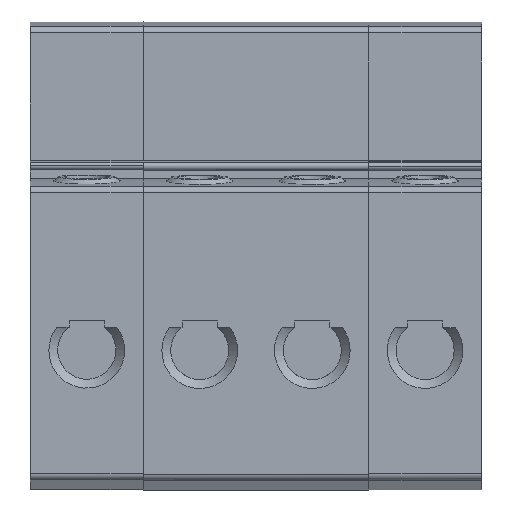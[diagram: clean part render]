
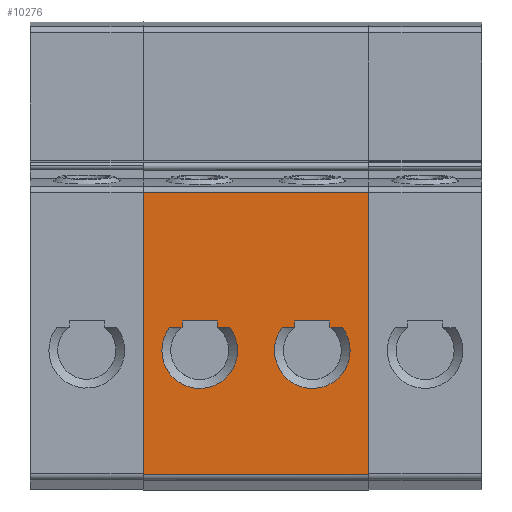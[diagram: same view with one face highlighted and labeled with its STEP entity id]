
A CAD part, front view. The second image highlights one B-rep face of the part: STEP entity #10276.
In plain terms, the highlighted planar face has unit normal (0, -1, -0.001).
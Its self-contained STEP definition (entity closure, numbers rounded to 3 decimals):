
#7056=CARTESIAN_POINT('',(8.95,-41.4,-16.761));
#7570=DIRECTION('',(-1.,0.,0.));
#7571=VECTOR('',#7570,35.75);
#7572=CARTESIAN_POINT('',(8.95,-41.4,27.8));
#7573=LINE('',#7572,#7571);
#7574=DIRECTION('',(0.,0.,-1.));
#7575=VECTOR('',#7574,44.561);
#7576=CARTESIAN_POINT('',(8.95,-41.4,27.8));
#7577=LINE('',#7576,#7575);
#7578=DIRECTION('',(-1.,0.,0.));
#7579=VECTOR('',#7578,5.6);
#7580=CARTESIAN_POINT('',(2.8,-41.4,7.5));
#7581=LINE('',#7580,#7579);
#7582=DIRECTION('',(0.,0.,-1.));
#7583=VECTOR('',#7582,1.05);
#7584=CARTESIAN_POINT('',(-2.8,-41.4,7.5));
#7585=LINE('',#7584,#7583);
#7586=CARTESIAN_POINT('',(0.,-41.4,
2.8));
#7587=DIRECTION('',(0.,-1.,0.));
#7588=DIRECTION('',(-0.794,0.,0.608));
#7589=AXIS2_PLACEMENT_3D('',#7586,#7587,#7588);
#7591=CARTESIAN_POINT('',(0.,-41.4,
2.8));
#7592=DIRECTION('',(0.,-1.,0.));
#7593=DIRECTION('',(-1.,0.,0.));
#7594=AXIS2_PLACEMENT_3D('',#7591,#7592,#7593);
#7596=CARTESIAN_POINT('',(0.,-41.4,
2.8));
#7597=DIRECTION('',(0.,-1.,0.));
#7598=DIRECTION('',(0.794,0.,-0.608));
#7599=AXIS2_PLACEMENT_3D('',#7596,#7597,#7598);
#7601=CARTESIAN_POINT('',(0.,-41.4,
2.8));
#7602=DIRECTION('',(0.,-1.,0.));
#7603=DIRECTION('',(1.,0.,0.));
#7604=AXIS2_PLACEMENT_3D('',#7601,#7602,#7603);
#7606=DIRECTION('',(0.,0.,1.));
#7607=VECTOR('',#7606,1.05);
#7608=CARTESIAN_POINT('',(2.8,-41.4,6.45));
#7609=LINE('',#7608,#7607);
#7610=DIRECTION('',(-1.,0.,0.));
#7611=VECTOR('',#7610,1.962);
#7612=CARTESIAN_POINT('',(-20.65,-41.4,6.45));
#7613=LINE('',#7612,#7611);
#7614=CARTESIAN_POINT('',(-17.85,-41.4,
2.8));
#7615=DIRECTION('',(0.,-1.,0.));
#7616=DIRECTION('',(-0.794,0.,0.608));
#7617=AXIS2_PLACEMENT_3D('',#7614,#7615,#7616);
#7619=CARTESIAN_POINT('',(-17.85,-41.4,
2.8));
#7620=DIRECTION('',(0.,-1.,0.));
#7621=DIRECTION('',(-1.,0.,0.));
#7622=AXIS2_PLACEMENT_3D('',#7619,#7620,#7621);
#7624=CARTESIAN_POINT('',(-17.85,-41.4,
2.8));
#7625=DIRECTION('',(0.,-1.,0.));
#7626=DIRECTION('',(0.794,0.,-0.608));
#7627=AXIS2_PLACEMENT_3D('',#7624,#7625,#7626);
#7629=CARTESIAN_POINT('',(-17.85,-41.4,
2.8));
#7630=DIRECTION('',(0.,-1.,0.));
#7631=DIRECTION('',(1.,0.,0.));
#7632=AXIS2_PLACEMENT_3D('',#7629,#7630,#7631);
#7634=DIRECTION('',(-1.,0.,0.));
#7635=VECTOR('',#7634,1.962);
#7636=CARTESIAN_POINT('',(-13.088,-41.4,
6.45));
#7637=LINE('',#7636,#7635);
#7642=DIRECTION('',(1.,0.,0.));
#7643=VECTOR('',#7642,35.75);
#7644=CARTESIAN_POINT('',(-26.8,-41.4,-16.761));
#7645=LINE('',#7644,#7643);
#7887=DIRECTION('',(0.,0.,-1.));
#7888=VECTOR('',#7887,44.561);
#7889=CARTESIAN_POINT('',(-26.8,-41.4,27.8));
#7890=LINE('',#7889,#7888);
#7941=DIRECTION('',(1.,0.,0.));
#7942=VECTOR('',#7941,1.962);
#7943=CARTESIAN_POINT('',(2.8,-41.4,6.45));
#7944=LINE('',#7943,#7942);
#7974=DIRECTION('',(1.,0.,0.));
#7975=VECTOR('',#7974,1.962);
#7976=CARTESIAN_POINT('',(-4.762,-41.4,
6.45));
#7977=LINE('',#7976,#7975);
#8013=DIRECTION('',(1.,0.,0.));
#8014=VECTOR('',#8013,5.6);
#8015=CARTESIAN_POINT('',(-20.65,-41.4,7.5));
#8016=LINE('',#8015,#8014);
#8021=DIRECTION('',(0.,0.,-1.));
#8022=VECTOR('',#8021,1.05);
#8023=CARTESIAN_POINT('',(-15.05,-41.4,7.5));
#8024=LINE('',#8023,#8022);
#8058=DIRECTION('',(0.,0.,1.));
#8059=VECTOR('',#8058,1.05);
#8060=CARTESIAN_POINT('',(-20.65,-41.4,6.45));
#8061=LINE('',#8060,#8059);
#9120=VERTEX_POINT('',#7056);
#9121=CARTESIAN_POINT('',(8.95,-41.4,27.8));
#9122=VERTEX_POINT('',#9121);
#9272=CARTESIAN_POINT('',(-26.8,-41.4,27.8));
#9273=VERTEX_POINT('',#9272);
#9274=CARTESIAN_POINT('',(-26.8,-41.4,-16.761));
#9275=VERTEX_POINT('',#9274);
#9276=CARTESIAN_POINT('',(2.8,-41.4,7.5));
#9277=CARTESIAN_POINT('',(-2.8,-41.4,7.5));
#9278=VERTEX_POINT('',#9276);
#9279=VERTEX_POINT('',#9277);
#9280=CARTESIAN_POINT('',(-2.8,-41.4,6.45));
#9281=VERTEX_POINT('',#9280);
#9282=CARTESIAN_POINT('',(-4.762,-41.4,
6.45));
#9283=VERTEX_POINT('',#9282);
#9284=CARTESIAN_POINT('',(-6.,-41.4,
2.8));
#9285=VERTEX_POINT('',#9284);
#9286=CARTESIAN_POINT('',(4.762,-41.4,
-0.85));
#9287=VERTEX_POINT('',#9286);
#9288=CARTESIAN_POINT('',(6.,-41.4,2.8));
#9289=VERTEX_POINT('',#9288);
#9290=CARTESIAN_POINT('',(4.762,-41.4,6.45));
#9291=VERTEX_POINT('',#9290);
#9292=CARTESIAN_POINT('',(2.8,-41.4,6.45));
#9293=VERTEX_POINT('',#9292);
#9294=CARTESIAN_POINT('',(-20.65,-41.4,7.5));
#9295=CARTESIAN_POINT('',(-15.05,-41.4,7.5));
#9296=VERTEX_POINT('',#9294);
#9297=VERTEX_POINT('',#9295);
#9298=CARTESIAN_POINT('',(-20.65,-41.4,6.45));
#9299=VERTEX_POINT('',#9298);
#9300=CARTESIAN_POINT('',(-22.612,-41.4,
6.45));
#9301=VERTEX_POINT('',#9300);
#9302=CARTESIAN_POINT('',(-23.85,-41.4,
2.8));
#9303=VERTEX_POINT('',#9302);
#9304=CARTESIAN_POINT('',(-13.088,-41.4,
-0.85));
#9305=VERTEX_POINT('',#9304);
#9306=CARTESIAN_POINT('',(-11.85,-41.4,
2.8));
#9307=VERTEX_POINT('',#9306);
#9308=CARTESIAN_POINT('',(-13.088,-41.4,
6.45));
#9309=VERTEX_POINT('',#9308);
#9310=CARTESIAN_POINT('',(-15.05,-41.4,6.45));
#9311=VERTEX_POINT('',#9310);
#10223=CARTESIAN_POINT('',(8.95,-41.4,27.8));
#10224=DIRECTION('',(0.,-1.,0.));
#10225=DIRECTION('',(0.,0.,-1.));
#10226=AXIS2_PLACEMENT_3D('',#10223,#10224,#10225);
#10227=PLANE('',#10226);
#10229=ORIENTED_EDGE('',*,*,#10228,.F.);
#10231=ORIENTED_EDGE('',*,*,#10230,.F.);
#10232=ORIENTED_EDGE('',*,*,#10214,.F.);
#10233=ORIENTED_EDGE('',*,*,#9705,.T.);
#10234=EDGE_LOOP('',(#10229,#10231,#10232,#10233));
#10235=FACE_OUTER_BOUND('',#10234,.F.);
#10237=ORIENTED_EDGE('',*,*,#10236,.T.);
#10239=ORIENTED_EDGE('',*,*,#10238,.T.);
#10241=ORIENTED_EDGE('',*,*,#10240,.F.);
#10243=ORIENTED_EDGE('',*,*,#10242,.T.);
#10245=ORIENTED_EDGE('',*,*,#10244,.T.);
#10247=ORIENTED_EDGE('',*,*,#10246,.T.);
#10249=ORIENTED_EDGE('',*,*,#10248,.T.);
#10251=ORIENTED_EDGE('',*,*,#10250,.F.);
#10253=ORIENTED_EDGE('',*,*,#10252,.T.);
#10254=EDGE_LOOP('',(#10237,#10239,#10241,#10243,#10245,#10247,#10249,#10251,
#10253));
#10255=FACE_BOUND('',#10254,.F.);
#10257=ORIENTED_EDGE('',*,*,#10256,.F.);
#10259=ORIENTED_EDGE('',*,*,#10258,.F.);
#10261=ORIENTED_EDGE('',*,*,#10260,.T.);
#10263=ORIENTED_EDGE('',*,*,#10262,.T.);
#10265=ORIENTED_EDGE('',*,*,#10264,.T.);
#10267=ORIENTED_EDGE('',*,*,#10266,.T.);
#10269=ORIENTED_EDGE('',*,*,#10268,.T.);
#10271=ORIENTED_EDGE('',*,*,#10270,.T.);
#10273=ORIENTED_EDGE('',*,*,#10272,.F.);
#10274=EDGE_LOOP('',(#10257,#10259,#10261,#10263,#10265,#10267,#10269,#10271,
#10273));
#10275=FACE_BOUND('',#10274,.F.);
#10276=ADVANCED_FACE('',(#10235,#10255,#10275),#10227,.T.);
#7590=CIRCLE('',#7589,6.);
#7595=CIRCLE('',#7594,6.);
#7600=CIRCLE('',#7599,6.);
#7605=CIRCLE('',#7604,6.);
#7618=CIRCLE('',#7617,6.);
#7623=CIRCLE('',#7622,6.);
#7628=CIRCLE('',#7627,6.);
#7633=CIRCLE('',#7632,6.);
#9705=EDGE_CURVE('',#9122,#9120,#7577,.T.);
#10214=EDGE_CURVE('',#9122,#9273,#7573,.T.);
#10228=EDGE_CURVE('',#9275,#9120,#7645,.T.);
#10230=EDGE_CURVE('',#9273,#9275,#7890,.T.);
#10236=EDGE_CURVE('',#9278,#9279,#7581,.T.);
#10238=EDGE_CURVE('',#9279,#9281,#7585,.T.);
#10240=EDGE_CURVE('',#9283,#9281,#7977,.T.);
#10242=EDGE_CURVE('',#9283,#9285,#7590,.T.);
#10244=EDGE_CURVE('',#9285,#9287,#7595,.T.);
#10246=EDGE_CURVE('',#9287,#9289,#7600,.T.);
#10248=EDGE_CURVE('',#9289,#9291,#7605,.T.);
#10250=EDGE_CURVE('',#9293,#9291,#7944,.T.);
#10252=EDGE_CURVE('',#9293,#9278,#7609,.T.);
#10256=EDGE_CURVE('',#9296,#9297,#8016,.T.);
#10258=EDGE_CURVE('',#9299,#9296,#8061,.T.);
#10260=EDGE_CURVE('',#9299,#9301,#7613,.T.);
#10262=EDGE_CURVE('',#9301,#9303,#7618,.T.);
#10264=EDGE_CURVE('',#9303,#9305,#7623,.T.);
#10266=EDGE_CURVE('',#9305,#9307,#7628,.T.);
#10268=EDGE_CURVE('',#9307,#9309,#7633,.T.);
#10270=EDGE_CURVE('',#9309,#9311,#7637,.T.);
#10272=EDGE_CURVE('',#9297,#9311,#8024,.T.);
